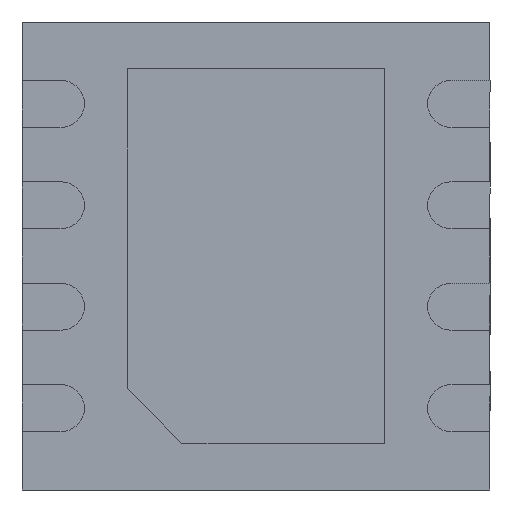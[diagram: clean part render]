
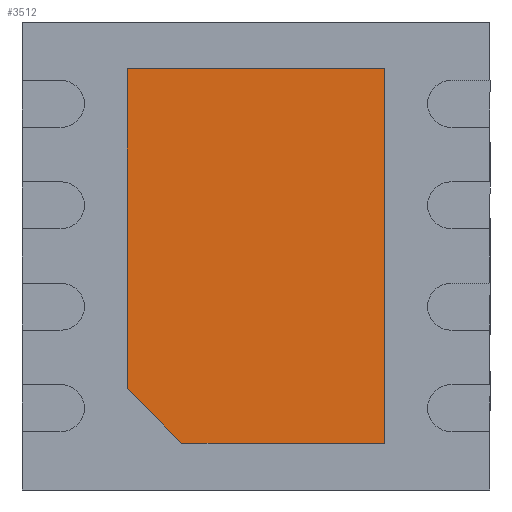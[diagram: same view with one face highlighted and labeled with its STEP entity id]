
A CAD part, front view. The second image highlights one B-rep face of the part: STEP entity #3512.
In plain terms, the highlighted planar face has unit normal (0, -1, 0).
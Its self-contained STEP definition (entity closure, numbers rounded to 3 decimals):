
#50 = DIRECTION ( 'NONE',  ( 0., 0., -1. ) ) ;
#70 = EDGE_CURVE ( 'NONE', #3572, #2220, #2947, .T. ) ;
#98 = CARTESIAN_POINT ( 'NONE',  ( -0.825, 0., -0.85 ) ) ;
#111 = ORIENTED_EDGE ( 'NONE', *, *, #4051, .T. ) ;
#164 = ORIENTED_EDGE ( 'NONE', *, *, #2620, .T. ) ;
#212 = ORIENTED_EDGE ( 'NONE', *, *, #504, .T. ) ;
#392 = CARTESIAN_POINT ( 'NONE',  ( 0.825, 0., 1.2 ) ) ;
#405 = ORIENTED_EDGE ( 'NONE', *, *, #1504, .T. ) ;
#446 = CARTESIAN_POINT ( 'NONE',  ( 0., 0., 0. ) ) ;
#504 = EDGE_CURVE ( 'NONE', #3901, #1682, #2103, .T. ) ;
#876 = DIRECTION ( 'NONE',  ( 1., 0., 0. ) ) ;
#1221 = VERTEX_POINT ( 'NONE', #4185 ) ;
#1394 = CARTESIAN_POINT ( 'NONE',  ( -0.825, 0., 1.2 ) ) ;
#1504 = EDGE_CURVE ( 'NONE', #1682, #3572, #2723, .T. ) ;
#1512 = DIRECTION ( 'NONE',  ( -1., 0., 0. ) ) ;
#1519 = DIRECTION ( 'NONE',  ( 0., 0., -1. ) ) ;
#1592 = CARTESIAN_POINT ( 'NONE',  ( 0.825, 0., -1.2 ) ) ;
#1667 = EDGE_LOOP ( 'NONE', ( #212, #405, #2650, #164, #111 ) ) ;
#1682 = VERTEX_POINT ( 'NONE', #2485 ) ;
#1726 = VECTOR ( 'NONE', #4701, 1000. ) ;
#2103 = LINE ( 'NONE', #98, #4406 ) ;
#2220 = VERTEX_POINT ( 'NONE', #3257 ) ;
#2299 = CARTESIAN_POINT ( 'NONE',  ( 0.825, 0., -1.2 ) ) ;
#2485 = CARTESIAN_POINT ( 'NONE',  ( -0.825, 0., -0.85 ) ) ;
#2620 = EDGE_CURVE ( 'NONE', #2220, #1221, #3425, .T. ) ;
#2650 = ORIENTED_EDGE ( 'NONE', *, *, #70, .T. ) ;
#2723 = LINE ( 'NONE', #2835, #1726 ) ;
#2835 = CARTESIAN_POINT ( 'NONE',  ( -0.475, 0., -1.2 ) ) ;
#2856 = FACE_OUTER_BOUND ( 'NONE', #1667, .T. ) ;
#2947 = LINE ( 'NONE', #1592, #3505 ) ;
#2980 = CARTESIAN_POINT ( 'NONE',  ( -0.475, 0., -1.2 ) ) ;
#3257 = CARTESIAN_POINT ( 'NONE',  ( 0.825, 0., -1.2 ) ) ;
#3267 = VECTOR ( 'NONE', #1512, 1000. ) ;
#3331 = LINE ( 'NONE', #392, #3267 ) ;
#3346 = PLANE ( 'NONE',  #4456 ) ;
#3379 = DIRECTION ( 'NONE',  ( 0., -1., 0. ) ) ;
#3425 = LINE ( 'NONE', #2299, #4477 ) ;
#3505 = VECTOR ( 'NONE', #876, 1000. ) ;
#3512 = ADVANCED_FACE ( 'NONE', ( #2856 ), #3346, .T. ) ;
#3572 = VERTEX_POINT ( 'NONE', #2980 ) ;
#3901 = VERTEX_POINT ( 'NONE', #1394 ) ;
#4051 = EDGE_CURVE ( 'NONE', #1221, #3901, #3331, .T. ) ;
#4185 = CARTESIAN_POINT ( 'NONE',  ( 0.825, 0., 1.2 ) ) ;
#4406 = VECTOR ( 'NONE', #50, 1000. ) ;
#4456 = AXIS2_PLACEMENT_3D ( 'NONE', #446, #3379, #1519 ) ;
#4477 = VECTOR ( 'NONE', #4519, 1000. ) ;
#4519 = DIRECTION ( 'NONE',  ( 0., 0., 1. ) ) ;
#4701 = DIRECTION ( 'NONE',  ( 0.707, 0., -0.707 ) ) ;
